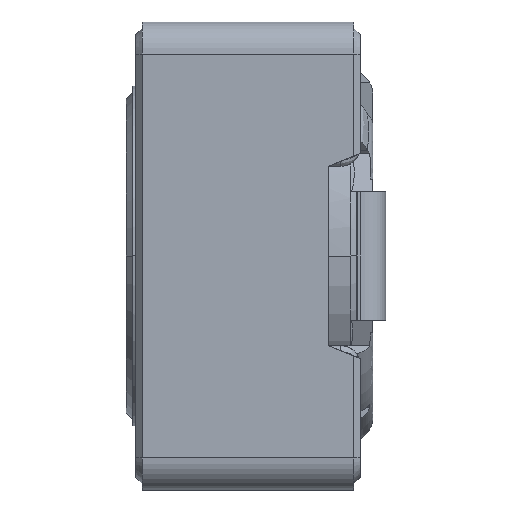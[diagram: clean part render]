
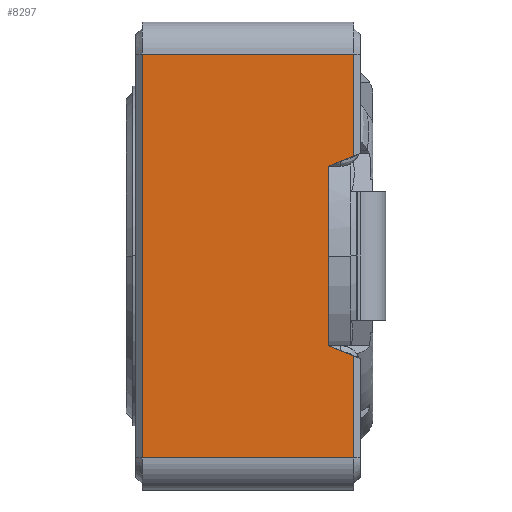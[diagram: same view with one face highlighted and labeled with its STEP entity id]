
A CAD part, left-side view. The second image highlights one B-rep face of the part: STEP entity #8297.
In plain terms, the highlighted planar face has unit normal (-1, 0, 0).
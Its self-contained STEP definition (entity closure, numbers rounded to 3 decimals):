
#291=DIRECTION('',(0.,-0.928,0.371));
#292=VECTOR('',#291,0.431);
#293=CARTESIAN_POINT('',(-3.65,0.,1.4));
#294=LINE('',#293,#292);
#295=DIRECTION('',(0.,0.928,0.371));
#296=VECTOR('',#295,0.431);
#297=CARTESIAN_POINT('',(-3.65,-0.4,-1.56));
#298=LINE('',#297,#296);
#299=DIRECTION('',(0.,0.,-1.));
#300=VECTOR('',#299,6.3);
#301=CARTESIAN_POINT('',(-3.65,2.9,3.15));
#302=LINE('',#301,#300);
#303=DIRECTION('',(0.,0.,-1.));
#304=VECTOR('',#303,1.59);
#305=CARTESIAN_POINT('',(-3.65,-0.4,3.15));
#306=LINE('',#305,#304);
#651=DIRECTION('',(0.,0.,-1.));
#652=VECTOR('',#651,1.59);
#653=CARTESIAN_POINT('',(-3.65,-0.4,-1.56));
#654=LINE('',#653,#652);
#767=DIRECTION('',(0.,0.,-1.));
#768=VECTOR('',#767,2.8);
#769=CARTESIAN_POINT('',(-3.65,0.,1.4));
#770=LINE('',#769,#768);
#6502=DIRECTION('',(0.,-1.,0.));
#6503=VECTOR('',#6502,3.3);
#6504=CARTESIAN_POINT('',(-3.65,2.9,-3.15));
#6505=LINE('',#6504,#6503);
#6522=DIRECTION('',(0.,1.,0.));
#6523=VECTOR('',#6522,3.3);
#6524=CARTESIAN_POINT('',(-3.65,-0.4,3.15));
#6525=LINE('',#6524,#6523);
#6762=CARTESIAN_POINT('',(-3.65,2.9,3.15));
#6763=CARTESIAN_POINT('',(-3.65,2.9,-3.15));
#6764=VERTEX_POINT('',#6762);
#6765=VERTEX_POINT('',#6763);
#6778=CARTESIAN_POINT('',(-3.65,-0.4,3.15));
#6779=CARTESIAN_POINT('',(-3.65,-0.4,1.56));
#6780=VERTEX_POINT('',#6778);
#6781=VERTEX_POINT('',#6779);
#6782=CARTESIAN_POINT('',(-3.65,0.,1.4));
#6783=VERTEX_POINT('',#6782);
#6784=CARTESIAN_POINT('',(-3.65,0.,-1.4));
#6785=VERTEX_POINT('',#6784);
#6786=CARTESIAN_POINT('',(-3.65,-0.4,-1.56));
#6787=VERTEX_POINT('',#6786);
#6788=CARTESIAN_POINT('',(-3.65,-0.4,-3.15));
#6789=VERTEX_POINT('',#6788);
#8275=CARTESIAN_POINT('',(-3.65,1.25,0.));
#8276=DIRECTION('',(1.,0.,0.));
#8277=DIRECTION('',(0.,0.,-1.));
#8278=AXIS2_PLACEMENT_3D('',#8275,#8276,#8277);
#8279=PLANE('',#8278);
#8281=ORIENTED_EDGE('',*,*,#8280,.T.);
#8283=ORIENTED_EDGE('',*,*,#8282,.F.);
#8285=ORIENTED_EDGE('',*,*,#8284,.T.);
#8287=ORIENTED_EDGE('',*,*,#8286,.F.);
#8289=ORIENTED_EDGE('',*,*,#8288,.T.);
#8291=ORIENTED_EDGE('',*,*,#8290,.F.);
#8292=ORIENTED_EDGE('',*,*,#8239,.F.);
#8294=ORIENTED_EDGE('',*,*,#8293,.F.);
#8295=EDGE_LOOP('',(#8281,#8283,#8285,#8287,#8289,#8291,#8292,#8294));
#8296=FACE_OUTER_BOUND('',#8295,.F.);
#8239=EDGE_CURVE('',#6764,#6765,#302,.T.);
#8280=EDGE_CURVE('',#6780,#6781,#306,.T.);
#8282=EDGE_CURVE('',#6783,#6781,#294,.T.);
#8284=EDGE_CURVE('',#6783,#6785,#770,.T.);
#8286=EDGE_CURVE('',#6787,#6785,#298,.T.);
#8288=EDGE_CURVE('',#6787,#6789,#654,.T.);
#8290=EDGE_CURVE('',#6765,#6789,#6505,.T.);
#8293=EDGE_CURVE('',#6780,#6764,#6525,.T.);
#8297=ADVANCED_FACE('',(#8296),#8279,.F.);
